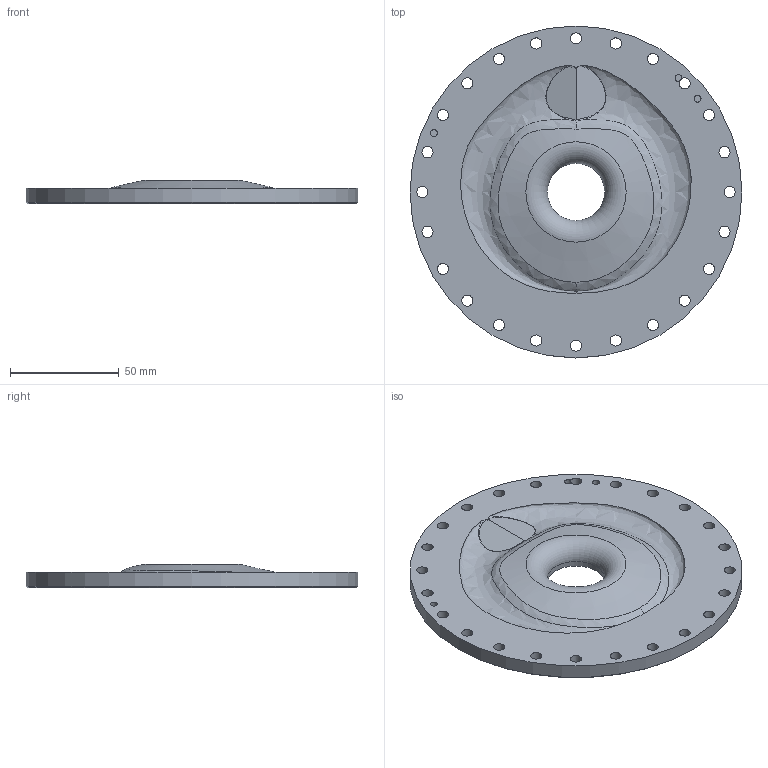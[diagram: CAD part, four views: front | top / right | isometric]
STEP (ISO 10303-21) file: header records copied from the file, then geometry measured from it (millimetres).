
FILE_DESCRIPTION(/* description */ (''),/* implementation_level */ '2;1');
FILE_NAME(/* name */ 'aluminium_lower_half.stp',/* time_stamp */ '2025-11-15T20:48:11-05:00',/* author */ (''),/* organization */ (''),/* preprocessor_version */ 'ST-DEVELOPER v18.102',/* originating_system */ 'SIEMENS PLM Software NX 2027',/* authorisation */ '');
FILE_SCHEMA (('AUTOMOTIVE_DESIGN { 1 0 10303 214 3 1 1 1 }'));
Length unit declared in the file: inch
Products named in the file (1): A_objects
Bounding box: 152.4 x 152.4 x 10.65 mm (x, y, z)
Volume: 101064.6 mm3; surface area: 44552.3 mm2
Topology: 1 solids, 1 shells, 55 faces, 158 edges, 110 vertices
Faces by surface type: cylinder 31, plane 10, bspline 8, cone 3, torus 2, revolution 1
Full cylindrical faces by diameter (mm): 3.175 x2, 5.105 x24, 26.256 x1, 125.552 x1, 131.902 x1, 152.4 x1
Entity records: 2718 total; most frequent: CARTESIAN_POINT 1459, DIRECTION 236, ORIENTED_EDGE 192, EDGE_LOOP 146, FACE_BOUND 132, AXIS2_PLACEMENT_3D 116, EDGE_CURVE 96, VERTEX_POINT 84
